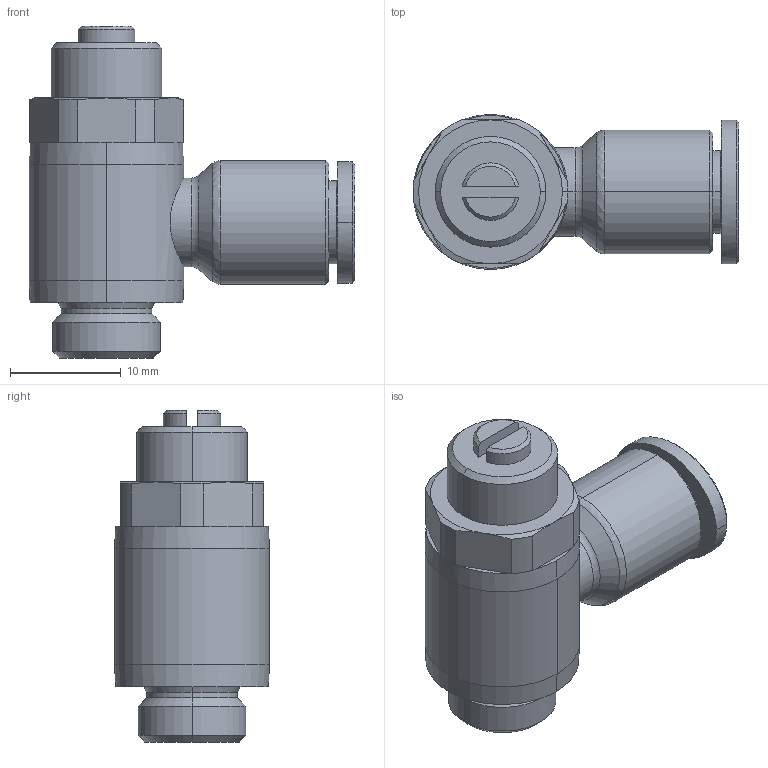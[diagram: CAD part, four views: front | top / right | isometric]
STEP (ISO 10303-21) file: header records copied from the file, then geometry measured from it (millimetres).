
FILE_DESCRIPTION (( 'STEP AP214' ), '1' );
FILE_NAME ('GNSH06-G01_OUT.STEP', '2015-10-28T15:23:02', ( '' ), ( '' ), 'SwSTEP 2.0', 'SolidWorks 2015', '' );
FILE_SCHEMA (( 'AUTOMOTIVE_DESIGN' ));
Length unit declared in the file: millimetre
Products named in the file (2): GNSH06-G01_OUT; ｦ+ﾃｦ1
Assembly tree (1 placements, depth 2):
  GNSH06-G01_OUT
    ｦ+ﾃｦ1
Bounding box: 29.45 x 14 x 30 mm (x, y, z)
Volume: 4451.4 mm3; surface area: 2522.4 mm2
Topology: 1 solids, 1 shells, 293 faces, 770 edges, 498 vertices
Faces by surface type: plane 195, bspline 34, cylinder 33, cone 29, torus 2
Entity records: 10735 total; most frequent: CARTESIAN_POINT 3207, ORIENTED_EDGE 1540, DIRECTION 1310, EDGE_CURVE 770, VECTOR 564, LINE 564, VERTEX_POINT 498, AXIS2_PLACEMENT_3D 373
